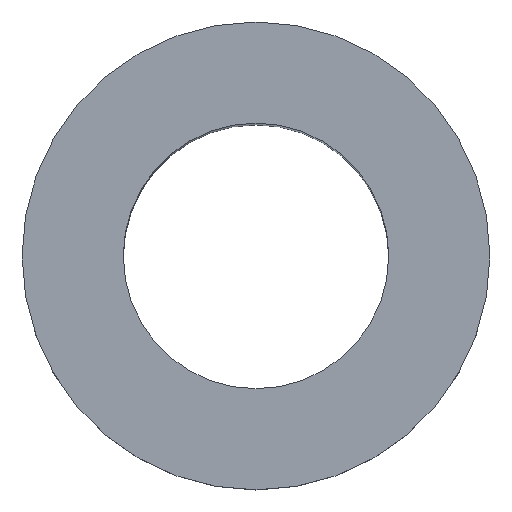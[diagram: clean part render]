
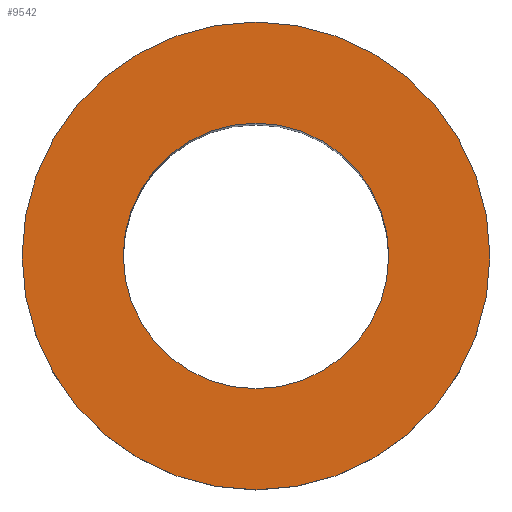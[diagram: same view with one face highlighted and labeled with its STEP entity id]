
A CAD part, top view. The second image highlights one B-rep face of the part: STEP entity #9542.
In plain terms, the highlighted planar face has unit normal (0, 0, 1).
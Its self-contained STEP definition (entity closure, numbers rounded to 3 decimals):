
#502 = AXIS2_PLACEMENT_3D ( 'NONE', #1348, #1349, #1350 ) ;
#503 = AXIS2_PLACEMENT_3D ( 'NONE', #1355, #1356, #1357 ) ;
#607 = AXIS2_PLACEMENT_3D ( 'NONE', #2820, #2821, #2822 ) ;
#608 = AXIS2_PLACEMENT_3D ( 'NONE', #2823, #2824, #2825 ) ;
#667 = AXIS2_PLACEMENT_3D ( 'NONE', #5361, #5362, #5363 ) ;
#1106 = CIRCLE ( 'NONE', #502, 4. ) ;
#1111 = CIRCLE ( 'NONE', #503, 7.05 ) ;
#1348 = CARTESIAN_POINT ( 'NONE',  ( 0., 0., 30. ) ) ;
#1349 = DIRECTION ( 'NONE',  ( 0., 0., -1. ) ) ;
#1350 = DIRECTION ( 'NONE',  ( -1., 0., 0. ) ) ;
#1355 = CARTESIAN_POINT ( 'NONE',  ( 0., 0., 30. ) ) ;
#1356 = DIRECTION ( 'NONE',  ( 0., 0., 1. ) ) ;
#1357 = DIRECTION ( 'NONE',  ( 1., 0., 0. ) ) ;
#2088 = CIRCLE ( 'NONE', #607, 7.05 ) ;
#2089 = CIRCLE ( 'NONE', #608, 4. ) ;
#2820 = CARTESIAN_POINT ( 'NONE',  ( 0., 0., 30. ) ) ;
#2821 = DIRECTION ( 'NONE',  ( 0., 0., 1. ) ) ;
#2822 = DIRECTION ( 'NONE',  ( 1., 0., 0. ) ) ;
#2823 = CARTESIAN_POINT ( 'NONE',  ( 0., 0., 30. ) ) ;
#2824 = DIRECTION ( 'NONE',  ( 0., 0., -1. ) ) ;
#2825 = DIRECTION ( 'NONE',  ( -1., 0., 0. ) ) ;
#4936 = FACE_BOUND ( 'NONE', #6335, .T. ) ;
#4937 = FACE_OUTER_BOUND ( 'NONE', #6332, .T. ) ;
#5360 = PLANE ( 'NONE',  #667 ) ;
#5361 = CARTESIAN_POINT ( 'NONE',  ( 0., 0., 30. ) ) ;
#5362 = DIRECTION ( 'NONE',  ( 0., 0., 1. ) ) ;
#5363 = DIRECTION ( 'NONE',  ( 1., 0., 0. ) ) ;
#5659 = VERTEX_POINT ( 'NONE', #10294 ) ;
#5660 = VERTEX_POINT ( 'NONE', #10295 ) ;
#5661 = VERTEX_POINT ( 'NONE', #10296 ) ;
#5662 = VERTEX_POINT ( 'NONE', #10297 ) ;
#6332 = EDGE_LOOP ( 'NONE', ( #7021, #7022 ) ) ;
#6335 = EDGE_LOOP ( 'NONE', ( #7019, #7020 ) ) ;
#6730 = EDGE_CURVE ( 'NONE', #5659, #5660, #1106, .T. ) ;
#6733 = EDGE_CURVE ( 'NONE', #5661, #5662, #1111, .T. ) ;
#7019 = ORIENTED_EDGE ( 'NONE', *, *, #7667, .T. ) ;
#7020 = ORIENTED_EDGE ( 'NONE', *, *, #6730, .T. ) ;
#7021 = ORIENTED_EDGE ( 'NONE', *, *, #7666, .T. ) ;
#7022 = ORIENTED_EDGE ( 'NONE', *, *, #6733, .T. ) ;
#7666 = EDGE_CURVE ( 'NONE', #5662, #5661, #2088, .T. ) ;
#7667 = EDGE_CURVE ( 'NONE', #5660, #5659, #2089, .T. ) ;
#9542 = ADVANCED_FACE ( 'NONE', ( #4936, #4937 ), #5360, .T. ) ;
#10294 = CARTESIAN_POINT ( 'NONE',  ( 4., 0., 30. ) ) ;
#10295 = CARTESIAN_POINT ( 'NONE',  ( -4., 0., 30. ) ) ;
#10296 = CARTESIAN_POINT ( 'NONE',  ( 7.05, 0., 30. ) ) ;
#10297 = CARTESIAN_POINT ( 'NONE',  ( -7.05, 0., 30. ) ) ;
